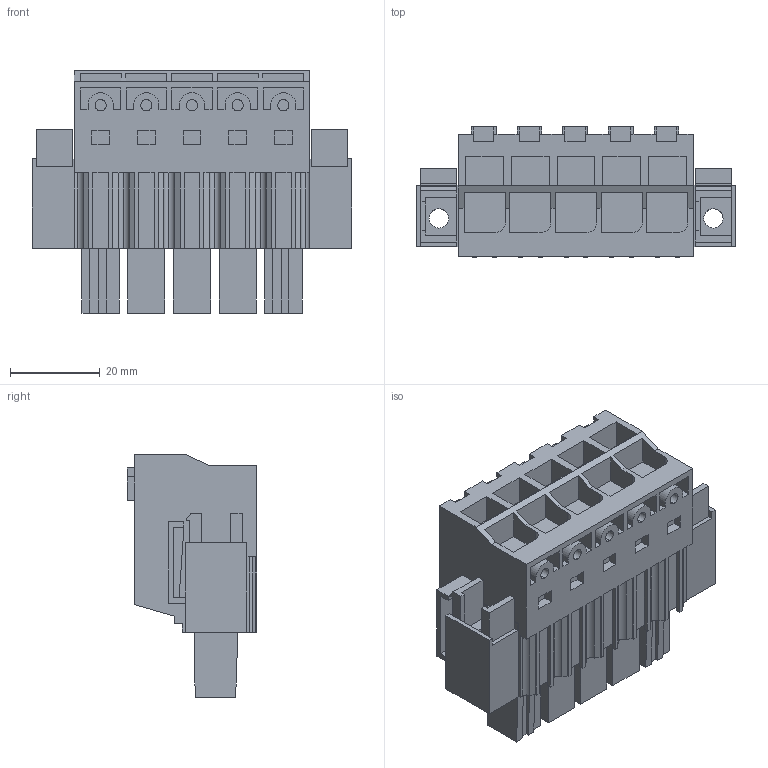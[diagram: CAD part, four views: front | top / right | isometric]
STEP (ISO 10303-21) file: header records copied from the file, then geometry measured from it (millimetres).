
FILE_DESCRIPTION(('CATIA V5 STEP Exchange','CAx-IF Rec.Pracs.--- Model Styling and Organization---1.2---2011-12-15'),'2;1');
FILE_NAME ('D1462880_0_2493330000_2493330000.stp','2017-07-19T08:49:09+00:00',('none'),('Weidmueller'),'CATIA Version 5-6 Release 2014','CATIA V5 STEP AP214','none');
FILE_SCHEMA(('AUTOMOTIVE_DESIGN { 1 0 10303 214 1 1 1 1 }'));
Length unit declared in the file: millimetre
Products named in the file (1): 2493330000
Bounding box: 71.06 x 28.9 x 53.9 mm (x, y, z)
Volume: 53713.5 mm3; surface area: 22881.9 mm2
Topology: 8 solids, 8 shells, 689 faces, 1927 edges, 1291 vertices
Faces by surface type: plane 649, cylinder 40
Entity records: 21570 total; most frequent: ORIENTED_EDGE 3854, CARTESIAN_POINT 3784, DIRECTION 2938, EDGE_CURVE 1927, VECTOR 1835, LINE 1835, VERTEX_POINT 1291, EDGE_LOOP 734
